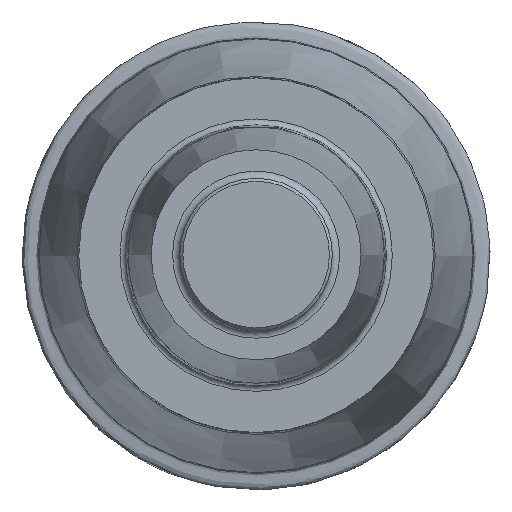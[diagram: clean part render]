
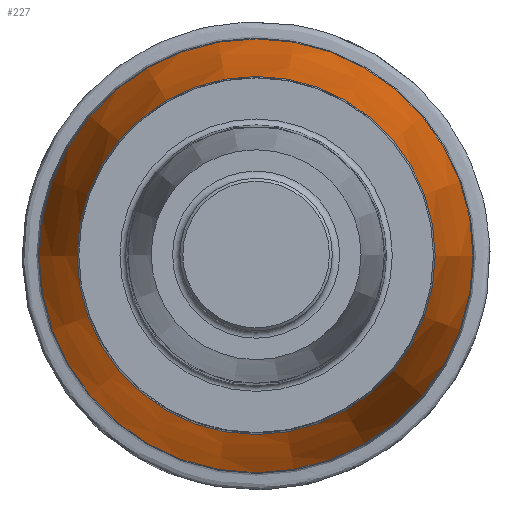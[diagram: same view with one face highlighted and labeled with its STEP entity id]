
A CAD part, top view. The second image highlights one B-rep face of the part: STEP entity #227.
In plain terms, the highlighted conical face has half-angle 12.376 degrees and reference radius 12.216 mm.
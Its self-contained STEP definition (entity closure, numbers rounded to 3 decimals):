
#154=CONICAL_SURFACE('',#706,12.216,12.376);
#176=FACE_BOUND('',#302,.T.);
#177=FACE_BOUND('',#303,.T.);
#227=ADVANCED_FACE('S5',(#176,#177),#154,.T.);
#302=EDGE_LOOP('',(#372));
#303=EDGE_LOOP('',(#373));
#372=ORIENTED_EDGE('',*,*,#522,.T.);
#373=ORIENTED_EDGE('',*,*,#523,.T.);
#476=VERTEX_POINT('',#993);
#477=VERTEX_POINT('',#995);
#522=EDGE_CURVE('',#476,#476,#575,.T.);
#523=EDGE_CURVE('',#477,#477,#576,.T.);
#575=CIRCLE('',#704,14.799);
#576=CIRCLE('',#705,12.216);
#704=AXIS2_PLACEMENT_3D('',#992,#822,#823);
#705=AXIS2_PLACEMENT_3D('',#994,#824,#825);
#706=AXIS2_PLACEMENT_3D('',#996,#826,#827);
#822=DIRECTION('',(0.,0.,1.));
#823=DIRECTION('',(1.,0.,0.));
#824=DIRECTION('',(0.,0.,-1.));
#825=DIRECTION('',(-1.,0.,0.));
#826=DIRECTION('',(0.,0.,-1.));
#827=DIRECTION('',(-1.,0.,0.));
#992=CARTESIAN_POINT('',(0.,0.,-23.342));
#993=CARTESIAN_POINT('',(14.799,0.,-23.342));
#994=CARTESIAN_POINT('',(0.,0.,-11.572));
#995=CARTESIAN_POINT('',(-12.216,0.,-11.572));
#996=CARTESIAN_POINT('',(0.,0.,-11.572));
